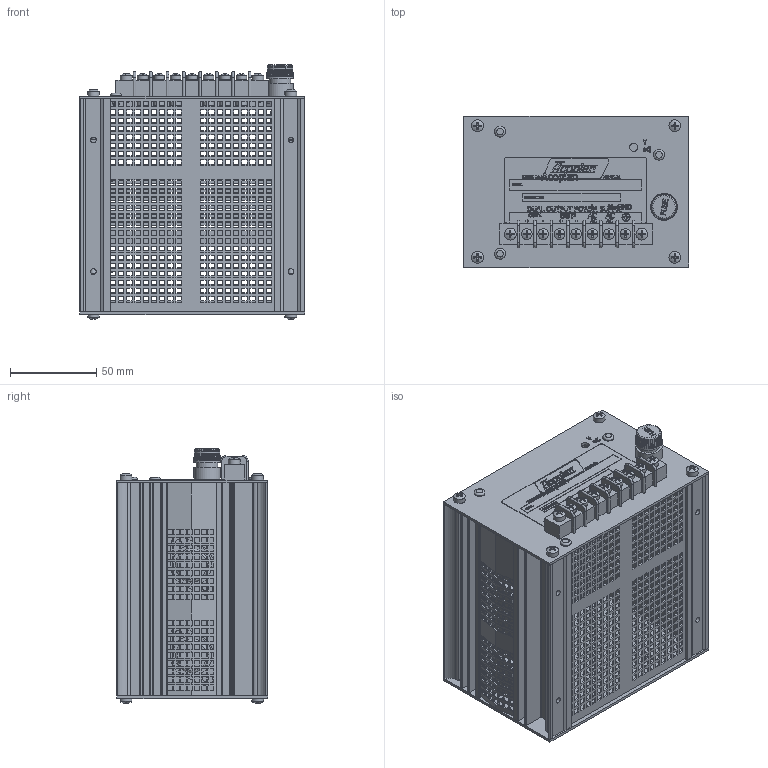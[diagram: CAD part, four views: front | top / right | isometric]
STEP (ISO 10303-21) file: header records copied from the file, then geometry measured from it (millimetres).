
FILE_DESCRIPTION(/* description */ (''),/* implementation_level */ '2;1');
FILE_NAME(/* name */ 'G5D 10-11-17.stp',/* time_stamp */ '2017-10-11T10:17:49-04:00',/* author */ ('JDietsch'),/* organization */ (''),/* preprocessor_version */ 'ST-DEVELOPER v16.13',/* originating_system */ 'Autodesk Inventor 2018',/* authorisation */ '');
FILE_SCHEMA (('AUTOMOTIVE_DESIGN { 1 0 10303 214 3 1 1 }'));
Products named in the file (16): G13 GENERIC CASE (2); E300-62 G13 front; E300-7 G13 Left HS (2); G13 sreen generic (2); G13 RIGHT (2); G13 HEATSINK SCREEN (2); TRANSISTOR TO-3; FUSE HOLDER HTB-44I SPACER; fuse holder 2; FUSE HOLDER CAP HTB-44I; ANSI B18.6.4 - No. 8 - 18 - 1; 375 inch single row 20 amp barrier strip 7PL; ANSI B18.6.4 - No. 8 - 18 - 1/2; DECAL G5 DUAL; E300-XX G5D rear; rivet, snap
Assembly tree (27 placements, depth 3):
  G13 GENERIC CASE (2)
    E300-62 G13 front
    E300-7 G13 Left HS (2)
    G13 sreen generic (2)  x2
    G13 RIGHT (2)
    G13 HEATSINK SCREEN (2)
    TRANSISTOR TO-3  x2
    FUSE HOLDER HTB-44I SPACER
      fuse holder 2
      FUSE HOLDER CAP HTB-44I
    ANSI B18.6.4 - No. 8 - 18 - 1  x8
    ANSI B18.6.4 - No. 8 - 18 - 1/2  x2
    375 inch single row 20 amp barrier strip 7PL
    DECAL G5 DUAL
    E300-XX G5D rear
    rivet, snap  x3
Bounding box: 130.37 x 87.61 x 147.37 mm (x, y, z)
Volume: 206223.1 mm3; surface area: 208403.5 mm2
Topology: 33 solids, 33 shells, 6778 faces, 19494 edges, 12969 vertices
Faces by surface type: plane 5468, bspline 635, cylinder 301, cone 267, torus 90, sphere 17
Full cylindrical faces by diameter (mm): 0.635 x2, 2.032 x7, 2.946 x2, 3.175 x1, 3.302 x12, 3.505 x7, 3.556 x4, 4.064 x2, 4.166 x10, 4.191 x1, 4.699 x1, 4.75 x1, 4.762 x9, 5.08 x7, 6.198 x7, 6.35 x11, 6.477 x1, 6.604 x8, 6.858 x10, 7.493 x1, 7.938 x5, 10.414 x1, 10.541 x1, 12.573 x1, 12.7 x1, 15.367 x1, 19.431 x2, 23.114 x2
Entity records: 165746 total; most frequent: CARTESIAN_POINT 40262, ORIENTED_EDGE 27278, DIRECTION 21654, EDGE_CURVE 13639, LINE 11208, VECTOR 11208, VERTEX_POINT 9150, EDGE_LOOP 6346
